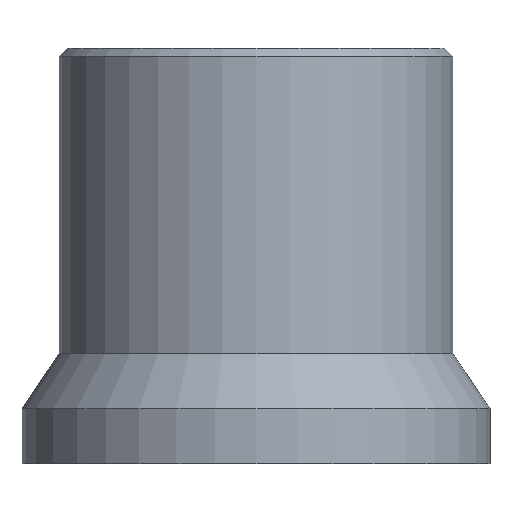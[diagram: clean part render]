
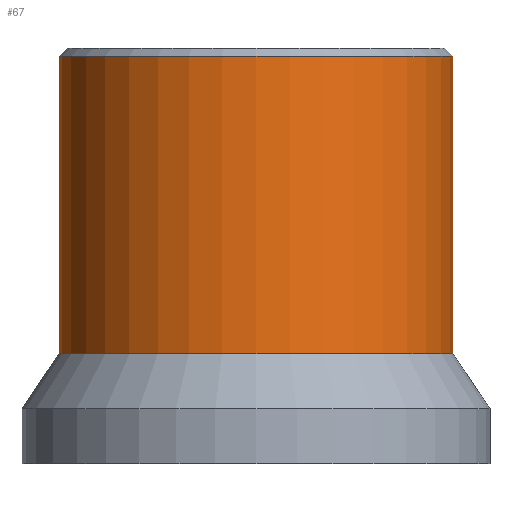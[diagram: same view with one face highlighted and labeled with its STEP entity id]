
A CAD part, front view. The second image highlights one B-rep face of the part: STEP entity #67.
In plain terms, the highlighted cylindrical face has radius 7.15 mm (diameter 14.3 mm), a full revolution.
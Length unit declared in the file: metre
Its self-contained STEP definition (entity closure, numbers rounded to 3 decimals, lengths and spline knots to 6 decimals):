
#22=ORIENTED_EDGE('',*,*,#30,.T.);
#23=ORIENTED_EDGE('',*,*,#29,.T.);
#29=EDGE_CURVE('',#34,#34,#39,.T.);
#30=EDGE_CURVE('',#35,#35,#40,.F.);
#34=VERTEX_POINT('',#134);
#35=VERTEX_POINT('',#137);
#39=CIRCLE('',#95,0.007151);
#40=CIRCLE('',#97,0.00715);
#47=EDGE_LOOP('',(#22));
#48=EDGE_LOOP('',(#23));
#57=FACE_BOUND('',#47,.T.);
#58=FACE_BOUND('',#48,.T.);
#63=CYLINDRICAL_SURFACE('',#96,0.00715);
#67=ADVANCED_FACE('',(#57,#58),#63,.T.);
#95=AXIS2_PLACEMENT_3D('',#133,#113,#114);
#96=AXIS2_PLACEMENT_3D('',#135,#115,#116);
#97=AXIS2_PLACEMENT_3D('',#136,#117,#118);
#113=DIRECTION('',(0.,0.,1.));
#114=DIRECTION('',(1.,0.,0.));
#115=DIRECTION('',(0.,0.,-1.));
#116=DIRECTION('',(-1.,0.,0.));
#117=DIRECTION('',(0.,0.,1.));
#118=DIRECTION('',(1.,0.,0.));
#133=CARTESIAN_POINT('',(0.,0.,0.004));
#134=CARTESIAN_POINT('',(0.00715,0.,0.004));
#135=CARTESIAN_POINT('',(0.,0.,0.0151));
#136=CARTESIAN_POINT('',(0.,0.,0.0148));
#137=CARTESIAN_POINT('',(0.00715,0.,0.0148));
